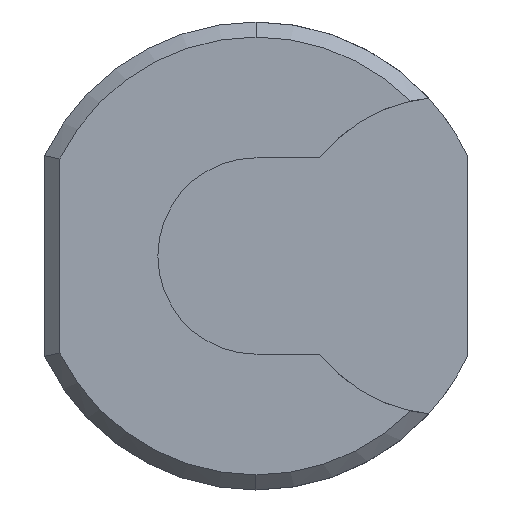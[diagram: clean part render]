
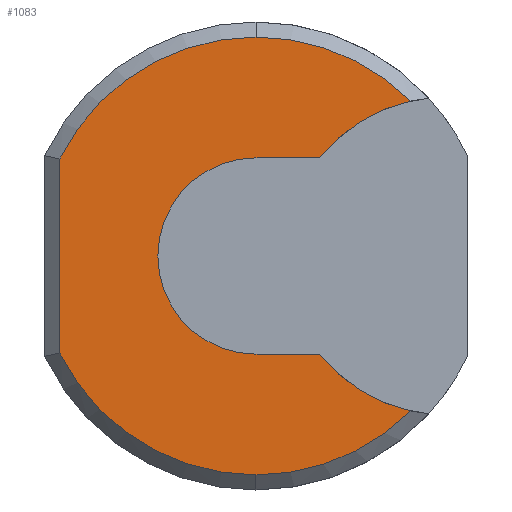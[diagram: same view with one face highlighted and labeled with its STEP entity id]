
A CAD part, left-side view. The second image highlights one B-rep face of the part: STEP entity #1083.
In plain terms, the highlighted planar face has unit normal (-1, 0, 0).
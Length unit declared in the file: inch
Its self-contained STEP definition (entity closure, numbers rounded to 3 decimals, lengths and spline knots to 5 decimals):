
#519=CARTESIAN_POINT('',(-3.25,0.40625,0.));
#520=VERTEX_POINT('',#519);
#536=CARTESIAN_POINT('',(-3.25,0.,0.40625));
#537=VERTEX_POINT('',#536);
#544=CARTESIAN_POINT('',(-3.25,0.,0.));
#545=DIRECTION('',(1.0,0.0,0.0));
#546=DIRECTION('',(0.0,1.0,0.0));
#547=AXIS2_PLACEMENT_3D('',#544,#545,#546);
#548=CIRCLE('',#547,0.40625);
#549=EDGE_CURVE('',#520,#537,#548,.T.);
#559=CARTESIAN_POINT('',(-3.25,0.,0.90625));
#560=VERTEX_POINT('',#559);
#569=CARTESIAN_POINT('',(-3.25,-0.6404,0.64123));
#570=VERTEX_POINT('',#569);
#571=CARTESIAN_POINT('',(-3.25,0.,0.));
#572=DIRECTION('',(1.0,0.0,0.0));
#573=DIRECTION('',(0.0,0.0,1.0));
#574=AXIS2_PLACEMENT_3D('',#571,#572,#573);
#575=CIRCLE('',#574,0.90625);
#576=EDGE_CURVE('',#560,#570,#575,.T.);
#602=CARTESIAN_POINT('',(-3.25,0.,-0.90625));
#603=VERTEX_POINT('',#602);
#612=CARTESIAN_POINT('',(-3.25,0.8125,-0.40141));
#613=VERTEX_POINT('',#612);
#614=CARTESIAN_POINT('',(-3.25,0.,0.));
#615=DIRECTION('',(1.0,0.0,0.0));
#616=DIRECTION('',(0.0,0.0,-1.0));
#617=AXIS2_PLACEMENT_3D('',#614,#615,#616);
#618=CIRCLE('',#617,0.90625);
#619=EDGE_CURVE('',#603,#613,#618,.T.);
#794=CARTESIAN_POINT('',(-3.25,-0.26461,-0.40625));
#795=VERTEX_POINT('',#794);
#802=CARTESIAN_POINT('',(-3.25,-0.6404,-0.64123));
#803=VERTEX_POINT('',#802);
#804=CARTESIAN_POINT('',(-3.25,-0.78,0.));
#805=DIRECTION('',(1.0,0.0,0.0));
#806=DIRECTION('',(0.0,1.0,0.0));
#807=AXIS2_PLACEMENT_3D('',#804,#805,#806);
#808=CIRCLE('',#807,0.65625);
#809=EDGE_CURVE('',#803,#795,#808,.T.);
#828=CARTESIAN_POINT('',(-3.25,-0.26461,0.40625));
#829=VERTEX_POINT('',#828);
#830=CARTESIAN_POINT('',(-3.25,-0.78,0.));
#831=DIRECTION('',(1.0,0.0,0.0));
#832=DIRECTION('',(0.0,1.0,0.0));
#833=AXIS2_PLACEMENT_3D('',#830,#831,#832);
#834=CIRCLE('',#833,0.65625);
#835=EDGE_CURVE('',#829,#570,#834,.T.);
#977=CARTESIAN_POINT('',(-3.25,0.,0.));
#978=DIRECTION('',(1.0,0.0,0.0));
#979=DIRECTION('',(0.0,0.0,-1.0));
#980=AXIS2_PLACEMENT_3D('',#977,#978,#979);
#981=CIRCLE('',#980,0.90625);
#982=EDGE_CURVE('',#803,#603,#981,.T.);
#994=CARTESIAN_POINT('',(-3.25,0.8125,0.40141));
#995=VERTEX_POINT('',#994);
#1003=CARTESIAN_POINT('',(-3.25,0.,0.));
#1004=DIRECTION('',(1.0,0.0,0.0));
#1005=DIRECTION('',(0.0,0.0,1.0));
#1006=AXIS2_PLACEMENT_3D('',#1003,#1004,#1005);
#1007=CIRCLE('',#1006,0.90625);
#1008=EDGE_CURVE('',#995,#560,#1007,.T.);
#1018=CARTESIAN_POINT('',(-3.25,0.8125,-0.40141));
#1019=DIRECTION('',(0.0,0.0,1.0));
#1020=VECTOR('',#1019,0.80283);
#1021=LINE('',#1018,#1020);
#1022=EDGE_CURVE('',#613,#995,#1021,.T.);
#1041=CARTESIAN_POINT('',(-3.25,0.,0.40625));
#1042=DIRECTION('',(0.0,-1.0,0.0));
#1043=VECTOR('',#1042,0.26461);
#1044=LINE('',#1041,#1043);
#1045=EDGE_CURVE('',#537,#829,#1044,.T.);
#1052=CARTESIAN_POINT('',(-3.25,0.0,0.45313));
#1053=DIRECTION('',(-1.0,0.0,0.0));
#1054=DIRECTION('',(0.0,1.0,0.0));
#1055=AXIS2_PLACEMENT_3D('',#1052,#1053,#1054);
#1056=PLANE('',#1055);
#1057=ORIENTED_EDGE('',*,*,#835,.T.);
#1058=ORIENTED_EDGE('',*,*,#576,.F.);
#1059=ORIENTED_EDGE('',*,*,#1008,.F.);
#1060=ORIENTED_EDGE('',*,*,#1022,.F.);
#1061=ORIENTED_EDGE('',*,*,#619,.F.);
#1062=ORIENTED_EDGE('',*,*,#982,.F.);
#1063=ORIENTED_EDGE('',*,*,#809,.T.);
#1064=CARTESIAN_POINT('',(-3.25,0.,-0.40625));
#1065=VERTEX_POINT('',#1064);
#1066=CARTESIAN_POINT('',(-3.25,-0.26461,-0.40625));
#1067=DIRECTION('',(0.0,1.0,0.0));
#1068=VECTOR('',#1067,0.26461);
#1069=LINE('',#1066,#1068);
#1070=EDGE_CURVE('',#795,#1065,#1069,.T.);
#1071=ORIENTED_EDGE('',*,*,#1070,.T.);
#1072=CARTESIAN_POINT('',(-3.25,0.,0.));
#1073=DIRECTION('',(1.0,0.0,0.0));
#1074=DIRECTION('',(0.0,1.0,0.0));
#1075=AXIS2_PLACEMENT_3D('',#1072,#1073,#1074);
#1076=CIRCLE('',#1075,0.40625);
#1077=EDGE_CURVE('',#1065,#520,#1076,.T.);
#1078=ORIENTED_EDGE('',*,*,#1077,.T.);
#1079=ORIENTED_EDGE('',*,*,#549,.T.);
#1080=ORIENTED_EDGE('',*,*,#1045,.T.);
#1081=EDGE_LOOP('',(#1057,#1058,#1059,#1060,#1061,#1062,#1063,#1071,#1078,#1079,#1080));
#1082=FACE_OUTER_BOUND('',#1081,.T.);
#1083=ADVANCED_FACE('',(#1082),#1056,.T.);
